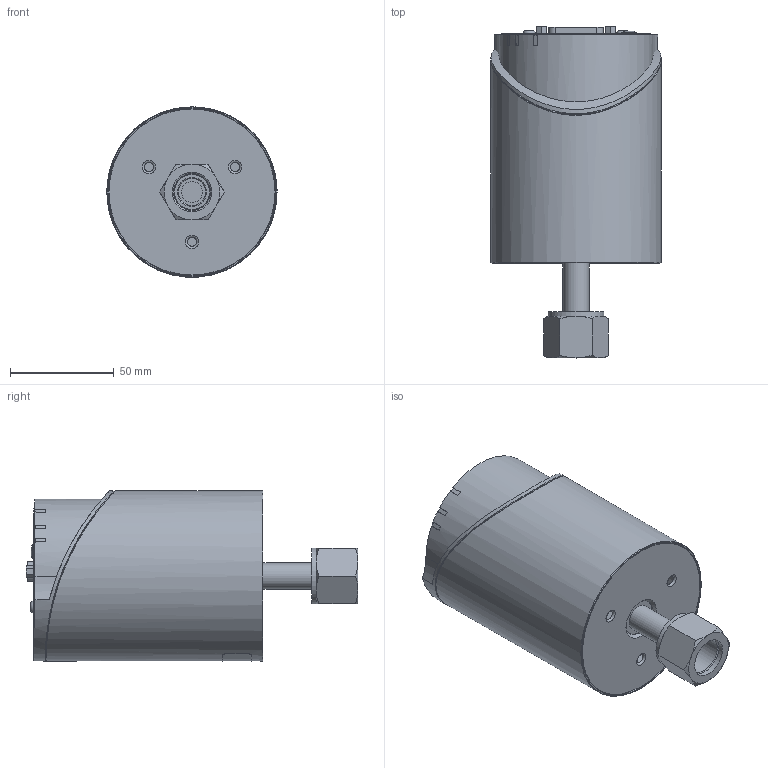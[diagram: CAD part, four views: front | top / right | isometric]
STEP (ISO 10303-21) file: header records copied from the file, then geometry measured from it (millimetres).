
FILE_DESCRIPTION(/* description */ (''),/* implementation_level */ '2;1');
FILE_NAME(/* name */ 'CDG_8VCRfemale.stp',/* time_stamp */ '2020-06-15T10:42:39+02:00',/* author */ ('FLA'),/* organization */ (''),/* preprocessor_version */ 'ST-DEVELOPER v17',/* originating_system */ 'Autodesk Inventor 2018',/* authorisation */ '');
FILE_SCHEMA (('AUTOMOTIVE_DESIGN { 1 0 10303 214 3 1 1 }'));
Length unit declared in the file: millimetre
Products named in the file (1): CDG
Bounding box: 82 x 159.97 x 82 mm (x, y, z)
Volume: 577076.9 mm3; surface area: 47663 mm2
Topology: 1 solids, 1 shells, 846 faces, 2330 edges, 1572 vertices
Faces by surface type: plane 500, bspline 181, cylinder 120, cone 20, sphere 16, torus 9
Full cylindrical faces by diameter (mm): 1 x15, 1.5 x2, 3.2 x2, 3.4 x2, 5.7 x2, 6.325 x2, 7 x1, 10.2 x1, 12.7 x1, 15.494 x1, 17.78 x1, 18 x1, 19.05 x1, 26.988 x1, 82 x2
Entity records: 30049 total; most frequent: CARTESIAN_POINT 8608, ORIENTED_EDGE 4634, DIRECTION 3587, EDGE_CURVE 2317, VERTEX_POINT 1574, LINE 1545, VECTOR 1545, AXIS2_PLACEMENT_3D 1021
